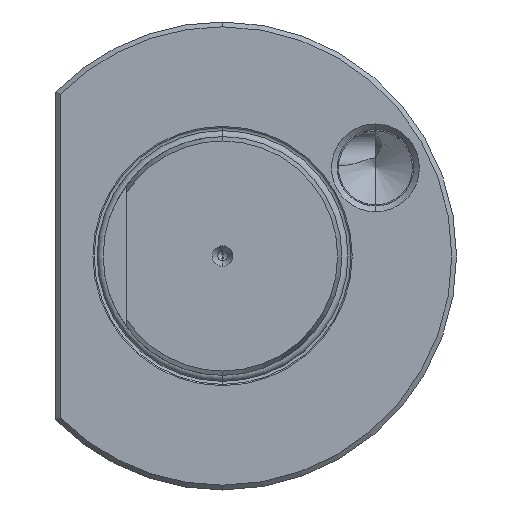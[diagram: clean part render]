
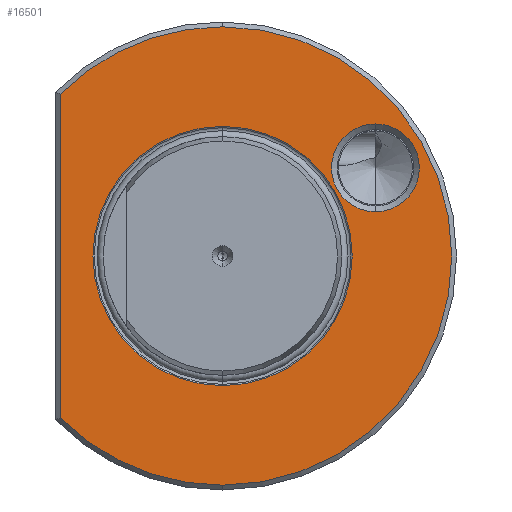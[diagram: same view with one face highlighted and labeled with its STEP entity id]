
A CAD part, left-side view. The second image highlights one B-rep face of the part: STEP entity #16501.
In plain terms, the highlighted planar face has unit normal (-1, 0, 0).
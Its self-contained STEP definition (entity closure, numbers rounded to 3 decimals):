
#320 = FACE_BOUND ( 'NONE', #22007, .T. ) ;
#323 = FACE_BOUND ( 'NONE', #22039, .T. ) ;
#324 = FACE_OUTER_BOUND ( 'NONE', #22077, .T. ) ;
#2492 = DIRECTION ( 'NONE',  ( 1., 0., 0. ) ) ;
#2493 = DIRECTION ( 'NONE',  ( 0., 0., -1. ) ) ;
#2514 = CARTESIAN_POINT ( 'NONE',  ( 2., 0., 0. ) ) ;
#2658 = CARTESIAN_POINT ( 'NONE',  ( 2., 34., -32.848 ) ) ;
#2677 = DIRECTION ( 'NONE',  ( 0., 0., -1. ) ) ;
#2837 = CARTESIAN_POINT ( 'NONE',  ( 2., -32.01, 18.46 ) ) ;
#2848 = DIRECTION ( 'NONE',  ( 1., 0., 0. ) ) ;
#2849 = DIRECTION ( 'NONE',  ( 0., 0., -1. ) ) ;
#3013 = CARTESIAN_POINT ( 'NONE',  ( 2., 0., 0. ) ) ;
#3014 = DIRECTION ( 'NONE',  ( 1., 0., 0. ) ) ;
#3025 = DIRECTION ( 'NONE',  ( 0., 0., -1. ) ) ;
#3331 = DIRECTION ( 'NONE',  ( 0., 0., -1. ) ) ;
#3347 = CARTESIAN_POINT ( 'NONE',  ( 2., 0., 0. ) ) ;
#3363 = DIRECTION ( 'NONE',  ( 1., 0., 0. ) ) ;
#3516 = CARTESIAN_POINT ( 'NONE',  ( 2., 0., 0. ) ) ;
#3526 = DIRECTION ( 'NONE',  ( 1., 0., 0. ) ) ;
#3554 = DIRECTION ( 'NONE',  ( 0., 0., -1. ) ) ;
#4003 = DIRECTION ( 'NONE',  ( 0., 0., -1. ) ) ;
#4013 = CARTESIAN_POINT ( 'NONE',  ( 2., 0., 0. ) ) ;
#4015 = DIRECTION ( 'NONE',  ( 1., 0., 0. ) ) ;
#4042 = EDGE_CURVE ( 'NONE', #19708, #19762, #18809, .T. ) ;
#4074 = EDGE_CURVE ( 'NONE', #19740, #20895, #18902, .T. ) ;
#4087 = EDGE_CURVE ( 'NONE', #19602, #19633, #18860, .T. ) ;
#4107 = EDGE_CURVE ( 'NONE', #19793, #20895, #18944, .T. ) ;
#4210 = AXIS2_PLACEMENT_3D ( 'NONE', #2837, #2848, #2849 ) ;
#4221 = AXIS2_PLACEMENT_3D ( 'NONE', #3013, #3014, #3025 ) ;
#4396 = AXIS2_PLACEMENT_3D ( 'NONE', #2514, #2492, #2493 ) ;
#4759 = CARTESIAN_POINT ( 'NONE',  ( 2., -32.01, 27.66 ) ) ;
#4825 = CARTESIAN_POINT ( 'NONE',  ( 2., -32.01, 9.26 ) ) ;
#4943 = CARTESIAN_POINT ( 'NONE',  ( 2., 0., -27.15 ) ) ;
#5003 = CARTESIAN_POINT ( 'NONE',  ( 2., 0., 48. ) ) ;
#5017 = CARTESIAN_POINT ( 'NONE',  ( 2., 0., 27.15 ) ) ;
#5095 = CARTESIAN_POINT ( 'NONE',  ( 2., 34., 33.882 ) ) ;
#5172 = CARTESIAN_POINT ( 'NONE',  ( 2., 0., -48. ) ) ;
#5259 = CARTESIAN_POINT ( 'NONE',  ( 2., 34., -33.882 ) ) ;
#8602 = CARTESIAN_POINT ( 'NONE',  ( 2., -32.01, 18.46 ) ) ;
#8603 = DIRECTION ( 'NONE',  ( 1., 0., 0. ) ) ;
#8608 = DIRECTION ( 'NONE',  ( 0., 0., -1. ) ) ;
#10646 = AXIS2_PLACEMENT_3D ( 'NONE', #18022, #18021, #18047 ) ;
#11439 = AXIS2_PLACEMENT_3D ( 'NONE', #8602, #8603, #8608 ) ;
#11508 = AXIS2_PLACEMENT_3D ( 'NONE', #4013, #4015, #4003 ) ;
#11601 = AXIS2_PLACEMENT_3D ( 'NONE', #3347, #3363, #3331 ) ;
#11693 = AXIS2_PLACEMENT_3D ( 'NONE', #3516, #3526, #3554 ) ;
#16501 = ADVANCED_FACE ( 'NONE', ( #320, #323, #324 ), #18018, .F. ) ;
#16803 = EDGE_CURVE ( 'NONE', #19633, #19602, #30301, .T. ) ;
#16920 = EDGE_CURVE ( 'NONE', #19740, #19722, #30285, .T. ) ;
#16982 = EDGE_CURVE ( 'NONE', #19762, #19708, #30884, .T. ) ;
#17020 = EDGE_CURVE ( 'NONE', #19722, #19793, #31104, .T. ) ;
#18018 = PLANE ( 'NONE',  #10646 ) ;
#18021 = DIRECTION ( 'NONE',  ( 1., 0., 0. ) ) ;
#18022 = CARTESIAN_POINT ( 'NONE',  ( 2., 25., 0. ) ) ;
#18047 = DIRECTION ( 'NONE',  ( 0., 0., -1. ) ) ;
#18473 = ORIENTED_EDGE ( 'NONE', *, *, #17020, .F. ) ;
#18511 = ORIENTED_EDGE ( 'NONE', *, *, #4107, .F. ) ;
#18518 = ORIENTED_EDGE ( 'NONE', *, *, #4042, .T. ) ;
#18529 = ORIENTED_EDGE ( 'NONE', *, *, #16920, .F. ) ;
#18532 = ORIENTED_EDGE ( 'NONE', *, *, #4074, .T. ) ;
#18534 = ORIENTED_EDGE ( 'NONE', *, *, #16982, .T. ) ;
#18535 = ORIENTED_EDGE ( 'NONE', *, *, #16803, .T. ) ;
#18552 = ORIENTED_EDGE ( 'NONE', *, *, #4087, .T. ) ;
#18809 = CIRCLE ( 'NONE', #4396, 27.15 ) ;
#18860 = CIRCLE ( 'NONE', #4210, 9.2 ) ;
#18901 = VECTOR ( 'NONE', #2677, 1000. ) ;
#18902 = LINE ( 'NONE', #2658, #18901 ) ;
#18944 = CIRCLE ( 'NONE', #4221, 48. ) ;
#19602 = VERTEX_POINT ( 'NONE', #4825 ) ;
#19633 = VERTEX_POINT ( 'NONE', #4759 ) ;
#19708 = VERTEX_POINT ( 'NONE', #4943 ) ;
#19722 = VERTEX_POINT ( 'NONE', #5003 ) ;
#19740 = VERTEX_POINT ( 'NONE', #5095 ) ;
#19762 = VERTEX_POINT ( 'NONE', #5017 ) ;
#19793 = VERTEX_POINT ( 'NONE', #5172 ) ;
#20895 = VERTEX_POINT ( 'NONE', #5259 ) ;
#22007 = EDGE_LOOP ( 'NONE', ( #18534, #18518 ) ) ;
#22039 = EDGE_LOOP ( 'NONE', ( #18535, #18552 ) ) ;
#22077 = EDGE_LOOP ( 'NONE', ( #18529, #18532, #18511, #18473 ) ) ;
#30285 = CIRCLE ( 'NONE', #11508, 48. ) ;
#30301 = CIRCLE ( 'NONE', #11439, 9.2 ) ;
#30884 = CIRCLE ( 'NONE', #11601, 27.15 ) ;
#31104 = CIRCLE ( 'NONE', #11693, 48. ) ;
